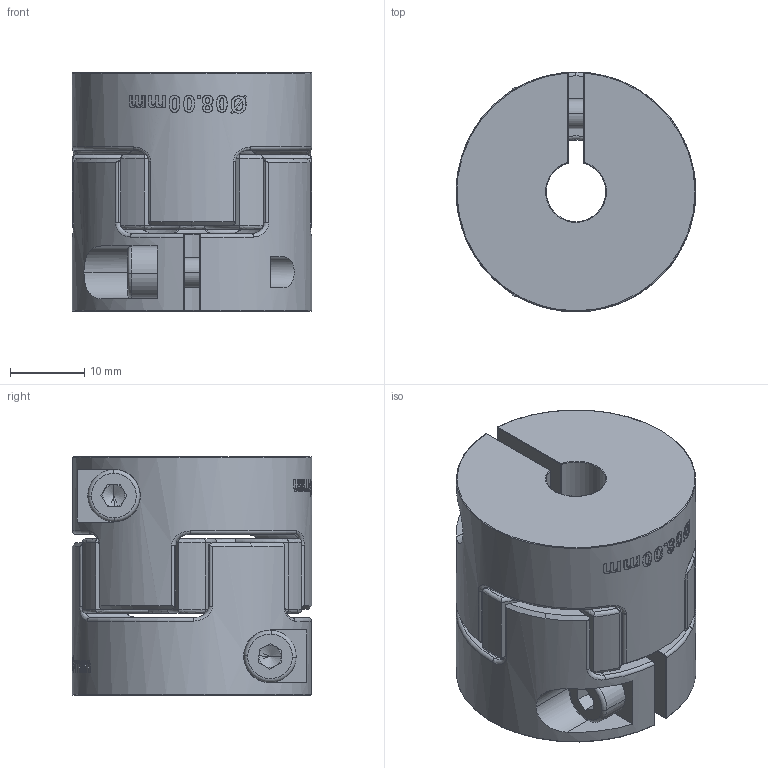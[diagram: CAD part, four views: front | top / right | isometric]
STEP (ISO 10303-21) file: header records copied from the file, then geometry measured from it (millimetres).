
FILE_DESCRIPTION(/* description */ ('Alibre Inc.'),/* implementation_level */ '2;1');
FILE_NAME(/* name */ 'export-340DC4D5-5CF1-462D-B545-2CD82BDE6558',/* time_stamp */ '2021-09-13T09:48:58+02:00',/* author */ (''),/* organization */ (''),/* preprocessor_version */ 'ST-DEVELOPER v17',/* originating_system */ 'Alibre',/* authorisation */ '');
FILE_SCHEMA (('AUTOMOTIVE_DESIGN'));
Length unit declared in the file: millimetre
Products named in the file (5): 813 DIN 912 metric bolts M4x12
Bounding box: 32.2 x 32.2 x 32 mm (x, y, z)
Volume: 20552.1 mm3; surface area: 11164.1 mm2
Topology: 5 solids, 5 shells, 760 faces, 2021 edges, 1281 vertices
Faces by surface type: bspline 273, cylinder 164, plane 151, torus 104, cone 56, sphere 12
Full cylindrical faces by diameter (mm): 3.242 x2, 4.1 x2, 14.1 x1
Entity records: 46916 total; most frequent: CARTESIAN_POINT 31600, ORIENTED_EDGE 3896, EDGE_CURVE 1948, DIRECTION 1907, VERTEX_POINT 1252, B_SPLINE_CURVE_WITH_KNOTS 1062, AXIS2_PLACEMENT_3D 859, EDGE_LOOP 784
